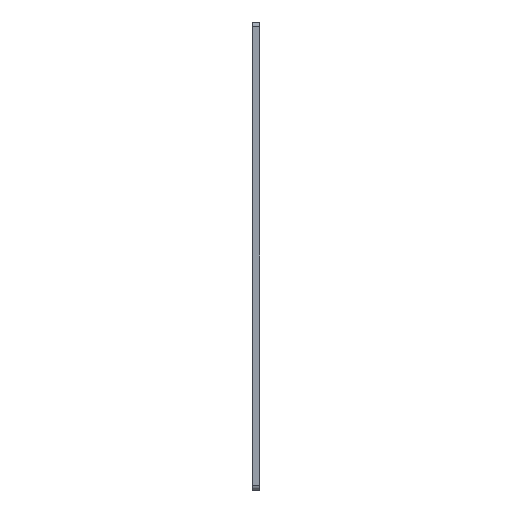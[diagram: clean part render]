
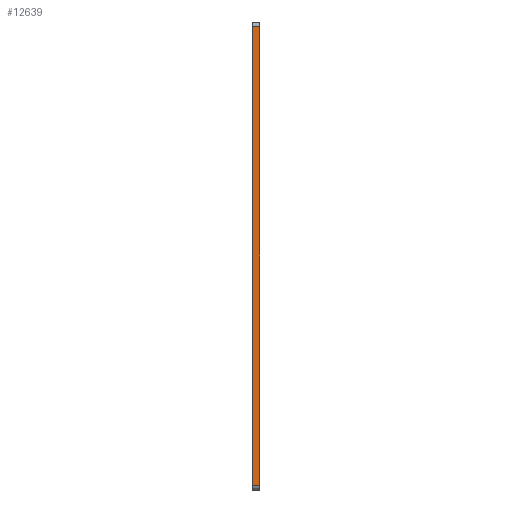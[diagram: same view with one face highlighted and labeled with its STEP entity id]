
A CAD part, left-side view. The second image highlights one B-rep face of the part: STEP entity #12639.
In plain terms, the highlighted planar face has unit normal (-1, 0, 0).
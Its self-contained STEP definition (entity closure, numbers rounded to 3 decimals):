
#230=PLANE('',#13959);
#622=FACE_OUTER_BOUND('',#1412,.T.);
#1412=EDGE_LOOP('',(#10176,#10177,#10178,#10179));
#1941=LINE('',#18439,#3205);
#2245=LINE('',#19696,#3509);
#2685=LINE('',#21206,#3949);
#2686=LINE('',#21207,#3950);
#3205=VECTOR('',#14560,10.);
#3509=VECTOR('',#15514,10.);
#3949=VECTOR('',#16856,10.);
#3950=VECTOR('',#16857,10.);
#5133=VERTEX_POINT('',#18436);
#5134=VERTEX_POINT('',#18438);
#5761=VERTEX_POINT('',#19693);
#5762=VERTEX_POINT('',#19695);
#6433=EDGE_CURVE('',#5134,#5133,#1941,.T.);
#7061=EDGE_CURVE('',#5762,#5761,#2245,.T.);
#7821=EDGE_CURVE('',#5762,#5133,#2685,.T.);
#7822=EDGE_CURVE('',#5134,#5761,#2686,.T.);
#10176=ORIENTED_EDGE('',*,*,#6433,.T.);
#10177=ORIENTED_EDGE('',*,*,#7821,.F.);
#10178=ORIENTED_EDGE('',*,*,#7061,.T.);
#10179=ORIENTED_EDGE('',*,*,#7822,.F.);
#12639=ADVANCED_FACE('',(#622),#230,.T.);
#13959=AXIS2_PLACEMENT_3D('',#21205,#16854,#16855);
#14560=DIRECTION('',(0.,0.,1.));
#15514=DIRECTION('',(0.,0.,-1.));
#16854=DIRECTION('center_axis',(-1.,0.,0.));
#16855=DIRECTION('ref_axis',(0.,0.,1.));
#16856=DIRECTION('',(0.,-1.,0.));
#16857=DIRECTION('',(0.,1.,0.));
#18436=CARTESIAN_POINT('',(0.188,-1.5,94.09));
#18438=CARTESIAN_POINT('',(0.188,-1.5,1.163));
#18439=CARTESIAN_POINT('',(0.188,-1.5,23.894));
#19693=CARTESIAN_POINT('',(0.188,0.,1.163));
#19695=CARTESIAN_POINT('',(0.188,0.,94.09));
#19696=CARTESIAN_POINT('',(0.188,0.,53.476));
#21205=CARTESIAN_POINT('Origin',(0.188,-1.8,59.326));
#21206=CARTESIAN_POINT('',(0.188,-1.8,94.09));
#21207=CARTESIAN_POINT('',(0.188,-1.8,1.163));
